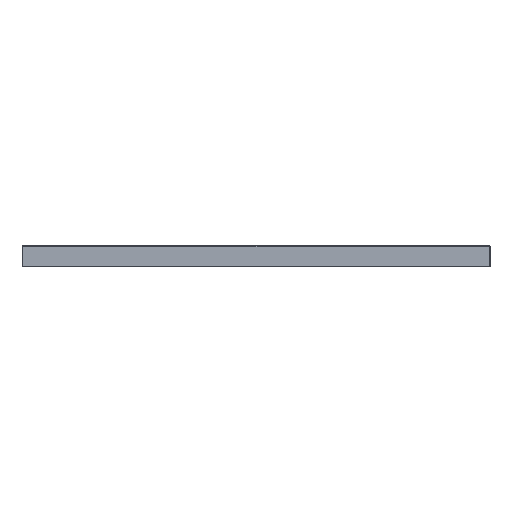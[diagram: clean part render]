
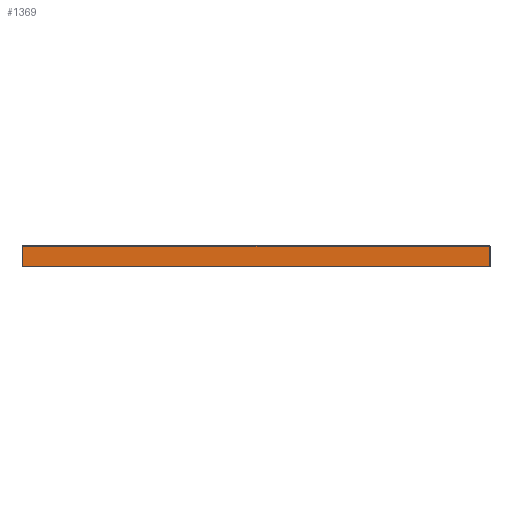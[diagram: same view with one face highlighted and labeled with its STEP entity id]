
A CAD part, left-side view. The second image highlights one B-rep face of the part: STEP entity #1369.
In plain terms, the highlighted planar face has unit normal (-1, 0, 0).
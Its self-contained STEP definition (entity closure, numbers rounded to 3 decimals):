
#331=PLANE('',#7685);
#486=LINE('',#24220,#915);
#487=LINE('',#24222,#916);
#488=LINE('',#24224,#917);
#915=VECTOR('',#8362,1.);
#916=VECTOR('',#8363,1.);
#917=VECTOR('',#8364,1.);
#1369=ADVANCED_FACE('',(#1975),#331,.T.);
#1975=FACE_OUTER_BOUND('',#2410,.T.);
#2410=EDGE_LOOP('',(#3479,#3480,#3481,#3482,#3483));
#3034=B_SPLINE_CURVE_WITH_KNOTS('',3,(#24176,#24177,#24178,#24179,#24180,
#24181,#24182,#24183,#24184,#24185,#24186,#24187,#24188,#24189,#24190,#24191),
 .UNSPECIFIED.,.F.,.F.,(4,3,3,3,3,4),(0.,0.008,0.041,
0.172,0.697,1.),.UNSPECIFIED.);
#3035=B_SPLINE_CURVE_WITH_KNOTS('',3,(#24194,#24195,#24196,#24197,#24198,
#24199,#24200,#24201,#24202,#24203,#24204,#24205,#24206,#24207,#24208,#24209,
#24210,#24211,#24212,#24213,#24214,#24215,#24216,#24217,#24218),
 .UNSPECIFIED.,.F.,.F.,(4,3,3,3,3,3,3,3,4),(0.,0.007,0.033,
0.14,0.569,0.828,0.959,
0.992,1.),.UNSPECIFIED.);
#3479=ORIENTED_EDGE('',*,*,#6427,.T.);
#3480=ORIENTED_EDGE('',*,*,#6428,.T.);
#3481=ORIENTED_EDGE('',*,*,#6429,.T.);
#3482=ORIENTED_EDGE('',*,*,#6430,.F.);
#3483=ORIENTED_EDGE('',*,*,#6431,.T.);
#5703=VERTEX_POINT('',#24192);
#5704=VERTEX_POINT('',#24193);
#5705=VERTEX_POINT('',#24219);
#5706=VERTEX_POINT('',#24221);
#5707=VERTEX_POINT('',#24223);
#6427=EDGE_CURVE('',#5703,#5704,#3034,.T.);
#6428=EDGE_CURVE('',#5704,#5705,#3035,.T.);
#6429=EDGE_CURVE('',#5705,#5706,#486,.T.);
#6430=EDGE_CURVE('',#5707,#5706,#487,.T.);
#6431=EDGE_CURVE('',#5707,#5703,#488,.T.);
#7685=AXIS2_PLACEMENT_3D('',#24225,#8365,#8366);
#8362=DIRECTION('',(0.,0.,-1.));
#8363=DIRECTION('',(0.,1.,0.));
#8364=DIRECTION('',(0.,0.,1.));
#8365=DIRECTION('',(-1.,0.,0.));
#8366=DIRECTION('',(0.,0.,1.));
#24176=CARTESIAN_POINT('',(-200.,-448.5,38.481));
#24177=CARTESIAN_POINT('',(-200.,-447.274,38.467));
#24178=CARTESIAN_POINT('',(-200.,-446.048,38.464));
#24179=CARTESIAN_POINT('',(-200.,-444.821,38.464));
#24180=CARTESIAN_POINT('',(-200.,-439.917,38.464));
#24181=CARTESIAN_POINT('',(-200.,-435.012,38.464));
#24182=CARTESIAN_POINT('',(-200.,-430.108,38.464));
#24183=CARTESIAN_POINT('',(-200.,-410.489,38.464));
#24184=CARTESIAN_POINT('',(-200.,-390.87,38.464));
#24185=CARTESIAN_POINT('',(-200.,-371.252,38.464));
#24186=CARTESIAN_POINT('',(-200.,-292.777,38.464));
#24187=CARTESIAN_POINT('',(-200.,-214.303,38.464));
#24188=CARTESIAN_POINT('',(-200.,-135.829,38.464));
#24189=CARTESIAN_POINT('',(-200.,-90.552,38.464));
#24190=CARTESIAN_POINT('',(-200.,-45.276,38.464));
#24191=CARTESIAN_POINT('',(-200.,0.,38.464));
#24192=CARTESIAN_POINT('',(-200.,-448.5,38.481));
#24193=CARTESIAN_POINT('',(-200.,0.,38.464));
#24194=CARTESIAN_POINT('',(-200.,0.,38.464));
#24195=CARTESIAN_POINT('',(-200.,1.,38.464));
#24196=CARTESIAN_POINT('',(-200.,2.,38.464));
#24197=CARTESIAN_POINT('',(-200.,3.,38.464));
#24198=CARTESIAN_POINT('',(-200.,7.,38.464));
#24199=CARTESIAN_POINT('',(-200.,11.,38.464));
#24200=CARTESIAN_POINT('',(-200.,15.,38.464));
#24201=CARTESIAN_POINT('',(-200.,31.,38.464));
#24202=CARTESIAN_POINT('',(-200.,47.,38.464));
#24203=CARTESIAN_POINT('',(-200.,63.,38.464));
#24204=CARTESIAN_POINT('',(-200.,127.,38.464));
#24205=CARTESIAN_POINT('',(-200.,191.,38.464));
#24206=CARTESIAN_POINT('',(-200.,255.,38.464));
#24207=CARTESIAN_POINT('',(-200.,293.751,38.464));
#24208=CARTESIAN_POINT('',(-200.,332.501,38.464));
#24209=CARTESIAN_POINT('',(-200.,371.252,38.464));
#24210=CARTESIAN_POINT('',(-200.,390.87,38.464));
#24211=CARTESIAN_POINT('',(-200.,410.489,38.464));
#24212=CARTESIAN_POINT('',(-200.,430.108,38.464));
#24213=CARTESIAN_POINT('',(-200.,435.012,38.464));
#24214=CARTESIAN_POINT('',(-200.,439.917,38.464));
#24215=CARTESIAN_POINT('',(-200.,444.821,38.464));
#24216=CARTESIAN_POINT('',(-200.,446.048,38.464));
#24217=CARTESIAN_POINT('',(-200.,447.274,38.467));
#24218=CARTESIAN_POINT('',(-200.,448.5,38.481));
#24219=CARTESIAN_POINT('',(-200.,448.5,38.481));
#24220=CARTESIAN_POINT('',(-200.,448.5,39.));
#24221=CARTESIAN_POINT('',(-200.,448.5,0.));
#24222=CARTESIAN_POINT('',(-200.,-450.,0.));
#24223=CARTESIAN_POINT('',(-200.,-448.5,0.));
#24224=CARTESIAN_POINT('',(-200.,-448.5,39.));
#24225=CARTESIAN_POINT('',(-200.,-450.,39.));
